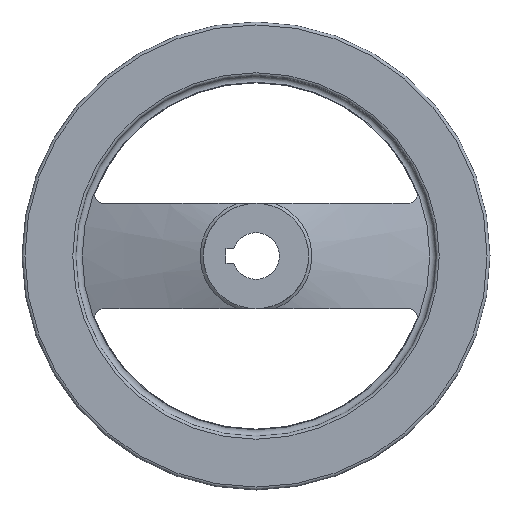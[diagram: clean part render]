
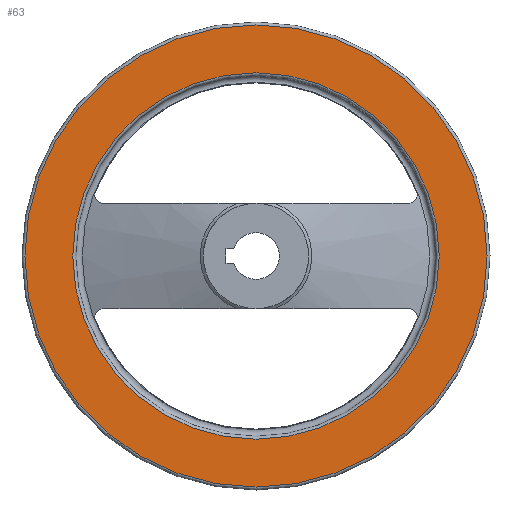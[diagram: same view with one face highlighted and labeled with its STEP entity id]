
A CAD part, left-side view. The second image highlights one B-rep face of the part: STEP entity #63.
In plain terms, the highlighted planar face has unit normal (-1, 0, 0).
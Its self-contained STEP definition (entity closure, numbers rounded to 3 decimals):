
#63 = ADVANCED_FACE( '', ( #147, #148 ), #149, .F. );
#147 = FACE_OUTER_BOUND( '', #262, .T. );
#148 = FACE_BOUND( '', #263, .T. );
#149 = PLANE( '', #264 );
#262 = EDGE_LOOP( '', ( #395 ) );
#263 = EDGE_LOOP( '', ( #396 ) );
#264 = AXIS2_PLACEMENT_3D( '', #397, #398, #399 );
#395 = ORIENTED_EDGE( '', *, *, #640, .F. );
#396 = ORIENTED_EDGE( '', *, *, #641, .T. );
#397 = CARTESIAN_POINT( '', ( 19., 62.64, 0. ) );
#398 = DIRECTION( '', ( 1., 0., 0. ) );
#399 = DIRECTION( '', ( 0., 0., -1. ) );
#640 = EDGE_CURVE( '', #754, #754, #755, .T. );
#641 = EDGE_CURVE( '', #756, #756, #757, .T. );
#754 = VERTEX_POINT( '', #1011 );
#755 = CIRCLE( '', #1012, 79. );
#756 = VERTEX_POINT( '', #1013 );
#757 = CIRCLE( '', #1014, 62.64 );
#1011 = CARTESIAN_POINT( '', ( 19., 0., -79. ) );
#1012 = AXIS2_PLACEMENT_3D( '', #1372, #1373, #1374 );
#1013 = CARTESIAN_POINT( '', ( 19., 0., -62.64 ) );
#1014 = AXIS2_PLACEMENT_3D( '', #1375, #1376, #1377 );
#1372 = CARTESIAN_POINT( '', ( 19., 0., 0. ) );
#1373 = DIRECTION( '', ( 1., 0., 0. ) );
#1374 = DIRECTION( '', ( 0., 0., -1. ) );
#1375 = CARTESIAN_POINT( '', ( 19., 0., 0. ) );
#1376 = DIRECTION( '', ( 1., 0., 0. ) );
#1377 = DIRECTION( '', ( 0., 0., -1. ) );
